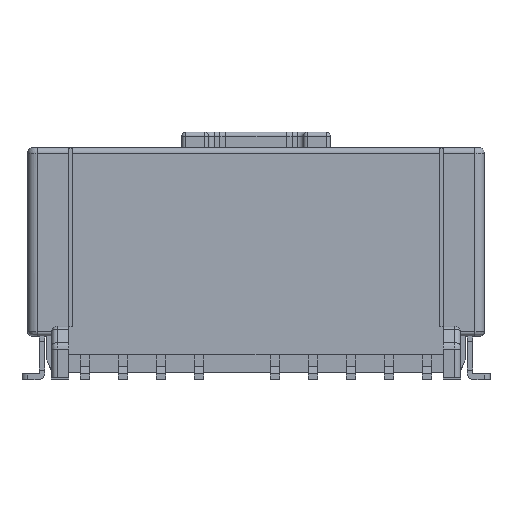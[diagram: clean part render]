
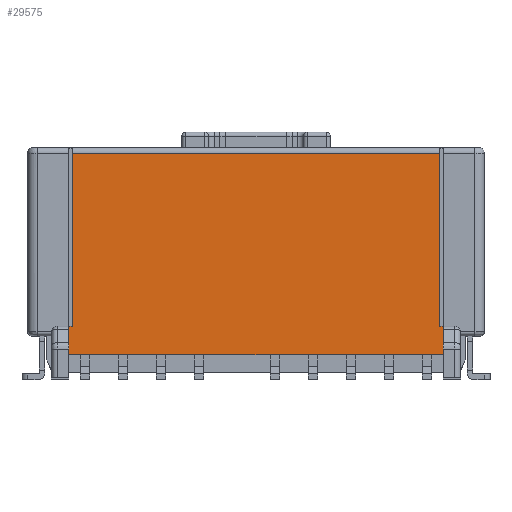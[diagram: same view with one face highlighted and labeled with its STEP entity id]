
A CAD part, top view. The second image highlights one B-rep face of the part: STEP entity #29575.
In plain terms, the highlighted planar face has unit normal (0, 0, 1).
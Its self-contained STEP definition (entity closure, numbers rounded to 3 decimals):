
#748 = CARTESIAN_POINT ( 'NONE',  ( 14.472, 2.8, 2.7 ) ) ;
#1073 = LINE ( 'NONE', #24213, #12239 ) ;
#1236 = ORIENTED_EDGE ( 'NONE', *, *, #6564, .T. ) ;
#2213 = CARTESIAN_POINT ( 'NONE',  ( -9.85, 1.3, 2.7 ) ) ;
#2368 = CARTESIAN_POINT ( 'NONE',  ( -9.65, 2.8, 2.7 ) ) ;
#2519 = DIRECTION ( 'NONE',  ( 0., -1., 0. ) ) ;
#3408 = VERTEX_POINT ( 'NONE', #2213 ) ;
#3784 = FACE_OUTER_BOUND ( 'NONE', #4866, .T. ) ;
#4724 = VECTOR ( 'NONE', #9085, 1000. ) ;
#4733 = CARTESIAN_POINT ( 'NONE',  ( 14.472, 2.8, 2.7 ) ) ;
#4866 = EDGE_LOOP ( 'NONE', ( #25318, #16880, #1236, #35075, #11914, #17790, #32009, #5503 ) ) ;
#5047 = VECTOR ( 'NONE', #7392, 1000. ) ;
#5369 = CARTESIAN_POINT ( 'NONE',  ( -9.85, 2.8, 2.7 ) ) ;
#5503 = ORIENTED_EDGE ( 'NONE', *, *, #28292, .T. ) ;
#5669 = EDGE_CURVE ( 'NONE', #13028, #26602, #22669, .T. ) ;
#5991 = CARTESIAN_POINT ( 'NONE',  ( -9.65, 11.9, 2.7 ) ) ;
#6564 = EDGE_CURVE ( 'NONE', #29056, #19961, #1073, .T. ) ;
#7392 = DIRECTION ( 'NONE',  ( -1., 0., 0. ) ) ;
#7798 = CARTESIAN_POINT ( 'NONE',  ( 9.85, 2.8, 2.7 ) ) ;
#7833 = CARTESIAN_POINT ( 'NONE',  ( 9.85, 1.3, 2.7 ) ) ;
#8412 = DIRECTION ( 'NONE',  ( 1., 0., 0. ) ) ;
#9085 = DIRECTION ( 'NONE',  ( 0., 1., 0. ) ) ;
#9855 = DIRECTION ( 'NONE',  ( -1., 0., 0. ) ) ;
#10040 = LINE ( 'NONE', #12723, #16586 ) ;
#10919 = VERTEX_POINT ( 'NONE', #36585 ) ;
#11914 = ORIENTED_EDGE ( 'NONE', *, *, #23365, .T. ) ;
#12239 = VECTOR ( 'NONE', #12298, 1000. ) ;
#12298 = DIRECTION ( 'NONE',  ( 0., 1., 0. ) ) ;
#12350 = DIRECTION ( 'NONE',  ( -1., 0., 0. ) ) ;
#12723 = CARTESIAN_POINT ( 'NONE',  ( 14.472, 1.3, 2.7 ) ) ;
#13028 = VERTEX_POINT ( 'NONE', #5991 ) ;
#13391 = EDGE_CURVE ( 'NONE', #13028, #31281, #14695, .T. ) ;
#14109 = DIRECTION ( 'NONE',  ( -1., 0., 0. ) ) ;
#14695 = LINE ( 'NONE', #31733, #34921 ) ;
#14836 = PLANE ( 'NONE',  #17571 ) ;
#16034 = EDGE_CURVE ( 'NONE', #19961, #10919, #33389, .T. ) ;
#16586 = VECTOR ( 'NONE', #9855, 1000. ) ;
#16880 = ORIENTED_EDGE ( 'NONE', *, *, #32793, .F. ) ;
#17571 = AXIS2_PLACEMENT_3D ( 'NONE', #748, #26371, #12350 ) ;
#17790 = ORIENTED_EDGE ( 'NONE', *, *, #13391, .F. ) ;
#19228 = CARTESIAN_POINT ( 'NONE',  ( 14.472, 2.8, 2.7 ) ) ;
#19961 = VERTEX_POINT ( 'NONE', #7798 ) ;
#20319 = VECTOR ( 'NONE', #2519, 1000. ) ;
#22287 = CARTESIAN_POINT ( 'NONE',  ( -9.85, 2.8, 2.7 ) ) ;
#22669 = LINE ( 'NONE', #2368, #33367 ) ;
#23010 = VECTOR ( 'NONE', #14109, 1000. ) ;
#23303 = LINE ( 'NONE', #32034, #4724 ) ;
#23365 = EDGE_CURVE ( 'NONE', #10919, #31281, #23303, .T. ) ;
#23453 = CARTESIAN_POINT ( 'NONE',  ( -9.65, 2.8, 2.7 ) ) ;
#24213 = CARTESIAN_POINT ( 'NONE',  ( 9.85, 2.8, 2.7 ) ) ;
#25318 = ORIENTED_EDGE ( 'NONE', *, *, #34792, .T. ) ;
#25905 = DIRECTION ( 'NONE',  ( 0., -1., 0. ) ) ;
#26371 = DIRECTION ( 'NONE',  ( 0., 0., -1. ) ) ;
#26602 = VERTEX_POINT ( 'NONE', #23453 ) ;
#27372 = LINE ( 'NONE', #19228, #23010 ) ;
#28055 = VERTEX_POINT ( 'NONE', #22287 ) ;
#28292 = EDGE_CURVE ( 'NONE', #26602, #28055, #27372, .T. ) ;
#29056 = VERTEX_POINT ( 'NONE', #7833 ) ;
#29575 = ADVANCED_FACE ( 'NONE', ( #3784 ), #14836, .F. ) ;
#29874 = CARTESIAN_POINT ( 'NONE',  ( 9.65, 11.9, 2.7 ) ) ;
#31281 = VERTEX_POINT ( 'NONE', #29874 ) ;
#31366 = LINE ( 'NONE', #5369, #20319 ) ;
#31733 = CARTESIAN_POINT ( 'NONE',  ( -9.051, 11.9, 2.7 ) ) ;
#32009 = ORIENTED_EDGE ( 'NONE', *, *, #5669, .T. ) ;
#32034 = CARTESIAN_POINT ( 'NONE',  ( 9.65, 2.8, 2.7 ) ) ;
#32793 = EDGE_CURVE ( 'NONE', #29056, #3408, #10040, .T. ) ;
#33367 = VECTOR ( 'NONE', #25905, 1000. ) ;
#33389 = LINE ( 'NONE', #4733, #5047 ) ;
#34792 = EDGE_CURVE ( 'NONE', #28055, #3408, #31366, .T. ) ;
#34921 = VECTOR ( 'NONE', #8412, 1000. ) ;
#35075 = ORIENTED_EDGE ( 'NONE', *, *, #16034, .T. ) ;
#36585 = CARTESIAN_POINT ( 'NONE',  ( 9.65, 2.8, 2.7 ) ) ;
